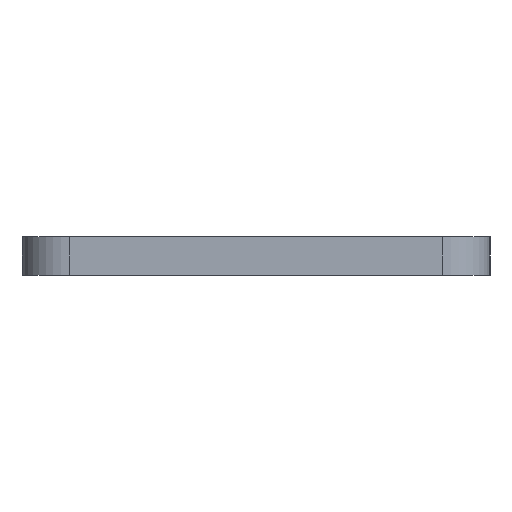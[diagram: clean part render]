
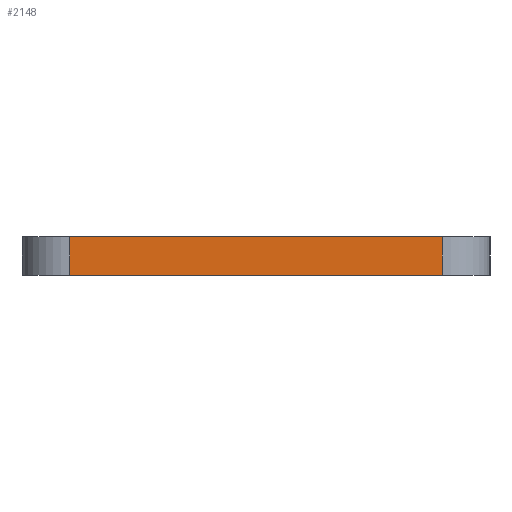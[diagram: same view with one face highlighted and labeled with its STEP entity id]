
A CAD part, left-side view. The second image highlights one B-rep face of the part: STEP entity #2148.
In plain terms, the highlighted planar face has unit normal (-1, 0, 0).
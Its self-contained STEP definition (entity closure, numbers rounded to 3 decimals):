
#73 = PLANE('',#74);
#74 = AXIS2_PLACEMENT_3D('',#75,#76,#77);
#75 = CARTESIAN_POINT('',(163.158,49.,-8.));
#76 = DIRECTION('',(0.,0.,1.));
#77 = DIRECTION('',(1.,0.,0.));
#132 = PLANE('',#133);
#133 = AXIS2_PLACEMENT_3D('',#134,#135,#136);
#134 = CARTESIAN_POINT('',(163.158,49.,0.));
#135 = DIRECTION('',(0.,0.,1.));
#136 = DIRECTION('',(1.,0.,0.));
#169 = CYLINDRICAL_SURFACE('',#170,10.);
#170 = AXIS2_PLACEMENT_3D('',#171,#172,#173);
#171 = CARTESIAN_POINT('',(10.,88.,0.));
#172 = DIRECTION('',(0.,0.,1.));
#173 = DIRECTION('',(1.,0.,0.));
#306 = VERTEX_POINT('',#307);
#307 = CARTESIAN_POINT('',(0.,88.,0.));
#333 = EDGE_CURVE('',#334,#306,#336,.T.);
#334 = VERTEX_POINT('',#335);
#335 = CARTESIAN_POINT('',(0.,10.,0.));
#336 = SURFACE_CURVE('',#337,(#341,#348),.PCURVE_S1.);
#337 = LINE('',#338,#339);
#338 = CARTESIAN_POINT('',(0.,10.,0.));
#339 = VECTOR('',#340,1.);
#340 = DIRECTION('',(0.,1.,0.));
#341 = PCURVE('',#132,#342);
#342 = DEFINITIONAL_REPRESENTATION('',(#343),#347);
#343 = LINE('',#344,#345);
#344 = CARTESIAN_POINT('',(-163.158,-39.));
#345 = VECTOR('',#346,1.);
#346 = DIRECTION('',(0.,1.));
#347 = ( GEOMETRIC_REPRESENTATION_CONTEXT(2) 
PARAMETRIC_REPRESENTATION_CONTEXT() REPRESENTATION_CONTEXT('2D SPACE',''
  ) );
#348 = PCURVE('',#349,#354);
#349 = PLANE('',#350);
#350 = AXIS2_PLACEMENT_3D('',#351,#352,#353);
#351 = CARTESIAN_POINT('',(0.,10.,0.));
#352 = DIRECTION('',(1.,0.,0.));
#353 = DIRECTION('',(0.,1.,0.));
#354 = DEFINITIONAL_REPRESENTATION('',(#355),#359);
#355 = LINE('',#356,#357);
#356 = CARTESIAN_POINT('',(0.,0.));
#357 = VECTOR('',#358,1.);
#358 = DIRECTION('',(1.,0.));
#359 = ( GEOMETRIC_REPRESENTATION_CONTEXT(2) 
PARAMETRIC_REPRESENTATION_CONTEXT() REPRESENTATION_CONTEXT('2D SPACE',''
  ) );
#382 = CYLINDRICAL_SURFACE('',#383,10.);
#383 = AXIS2_PLACEMENT_3D('',#384,#385,#386);
#384 = CARTESIAN_POINT('',(10.,10.,0.));
#385 = DIRECTION('',(0.,0.,1.));
#386 = DIRECTION('',(1.,0.,0.));
#1281 = VERTEX_POINT('',#1282);
#1282 = CARTESIAN_POINT('',(0.,88.,-8.));
#1308 = EDGE_CURVE('',#1309,#1281,#1311,.T.);
#1309 = VERTEX_POINT('',#1310);
#1310 = CARTESIAN_POINT('',(0.,10.,-8.));
#1311 = SURFACE_CURVE('',#1312,(#1316,#1323),.PCURVE_S1.);
#1312 = LINE('',#1313,#1314);
#1313 = CARTESIAN_POINT('',(0.,10.,-8.));
#1314 = VECTOR('',#1315,1.);
#1315 = DIRECTION('',(0.,1.,0.));
#1316 = PCURVE('',#73,#1317);
#1317 = DEFINITIONAL_REPRESENTATION('',(#1318),#1322);
#1318 = LINE('',#1319,#1320);
#1319 = CARTESIAN_POINT('',(-163.158,-39.));
#1320 = VECTOR('',#1321,1.);
#1321 = DIRECTION('',(0.,1.));
#1322 = ( GEOMETRIC_REPRESENTATION_CONTEXT(2) 
PARAMETRIC_REPRESENTATION_CONTEXT() REPRESENTATION_CONTEXT('2D SPACE',''
  ) );
#1323 = PCURVE('',#349,#1324);
#1324 = DEFINITIONAL_REPRESENTATION('',(#1325),#1329);
#1325 = LINE('',#1326,#1327);
#1326 = CARTESIAN_POINT('',(0.,-8.));
#1327 = VECTOR('',#1328,1.);
#1328 = DIRECTION('',(1.,0.));
#1329 = ( GEOMETRIC_REPRESENTATION_CONTEXT(2) 
PARAMETRIC_REPRESENTATION_CONTEXT() REPRESENTATION_CONTEXT('2D SPACE',''
  ) );
#2098 = EDGE_CURVE('',#306,#1281,#2099,.T.);
#2099 = SURFACE_CURVE('',#2100,(#2104,#2111),.PCURVE_S1.);
#2100 = LINE('',#2101,#2102);
#2101 = CARTESIAN_POINT('',(0.,88.,0.));
#2102 = VECTOR('',#2103,1.);
#2103 = DIRECTION('',(0.,0.,-1.));
#2104 = PCURVE('',#169,#2105);
#2105 = DEFINITIONAL_REPRESENTATION('',(#2106),#2110);
#2106 = LINE('',#2107,#2108);
#2107 = CARTESIAN_POINT('',(-3.142,0.));
#2108 = VECTOR('',#2109,1.);
#2109 = DIRECTION('',(0.,-1.));
#2110 = ( GEOMETRIC_REPRESENTATION_CONTEXT(2) 
PARAMETRIC_REPRESENTATION_CONTEXT() REPRESENTATION_CONTEXT('2D SPACE',''
  ) );
#2111 = PCURVE('',#349,#2112);
#2112 = DEFINITIONAL_REPRESENTATION('',(#2113),#2117);
#2113 = LINE('',#2114,#2115);
#2114 = CARTESIAN_POINT('',(78.,0.));
#2115 = VECTOR('',#2116,1.);
#2116 = DIRECTION('',(0.,-1.));
#2117 = ( GEOMETRIC_REPRESENTATION_CONTEXT(2) 
PARAMETRIC_REPRESENTATION_CONTEXT() REPRESENTATION_CONTEXT('2D SPACE',''
  ) );
#2148 = ADVANCED_FACE('',(#2149),#349,.F.);
#2149 = FACE_BOUND('',#2150,.F.);
#2150 = EDGE_LOOP('',(#2151,#2172,#2173,#2174));
#2151 = ORIENTED_EDGE('',*,*,#2152,.T.);
#2152 = EDGE_CURVE('',#334,#1309,#2153,.T.);
#2153 = SURFACE_CURVE('',#2154,(#2158,#2165),.PCURVE_S1.);
#2154 = LINE('',#2155,#2156);
#2155 = CARTESIAN_POINT('',(0.,10.,0.));
#2156 = VECTOR('',#2157,1.);
#2157 = DIRECTION('',(0.,0.,-1.));
#2158 = PCURVE('',#349,#2159);
#2159 = DEFINITIONAL_REPRESENTATION('',(#2160),#2164);
#2160 = LINE('',#2161,#2162);
#2161 = CARTESIAN_POINT('',(0.,0.));
#2162 = VECTOR('',#2163,1.);
#2163 = DIRECTION('',(0.,-1.));
#2164 = ( GEOMETRIC_REPRESENTATION_CONTEXT(2) 
PARAMETRIC_REPRESENTATION_CONTEXT() REPRESENTATION_CONTEXT('2D SPACE',''
  ) );
#2165 = PCURVE('',#382,#2166);
#2166 = DEFINITIONAL_REPRESENTATION('',(#2167),#2171);
#2167 = LINE('',#2168,#2169);
#2168 = CARTESIAN_POINT('',(-3.142,0.));
#2169 = VECTOR('',#2170,1.);
#2170 = DIRECTION('',(0.,-1.));
#2171 = ( GEOMETRIC_REPRESENTATION_CONTEXT(2) 
PARAMETRIC_REPRESENTATION_CONTEXT() REPRESENTATION_CONTEXT('2D SPACE',''
  ) );
#2172 = ORIENTED_EDGE('',*,*,#1308,.T.);
#2173 = ORIENTED_EDGE('',*,*,#2098,.F.);
#2174 = ORIENTED_EDGE('',*,*,#333,.F.);
